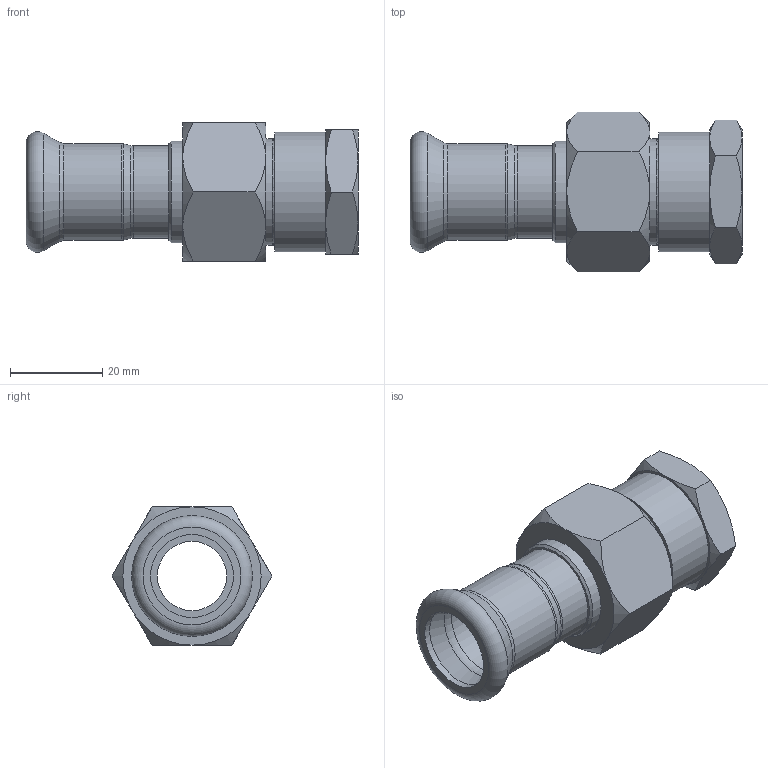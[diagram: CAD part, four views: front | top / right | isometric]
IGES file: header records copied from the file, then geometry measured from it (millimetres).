
Global section: file name: No Iges File Name specified; native system: Autodesk Inventor 2012; preprocessor: AutoDesk Inventor Iges Exporter R2012; author: aporro; date: 20130604.113411; units: millimetre
Bounding box: 72 x 34.64 x 30 mm (x, y, z)
Volume: 18430.6 mm3; surface area: 13467.3 mm2
Topology: 2 solids, 2 shells, 81 faces, 160 edges, 94 vertices
Faces by surface type: cone 28, plane 27, revolution 17, cylinder 6, torus 3
Full cylindrical faces by diameter (mm): 20 x1, 21 x1, 22 x2, 23 x1, 26 x1
